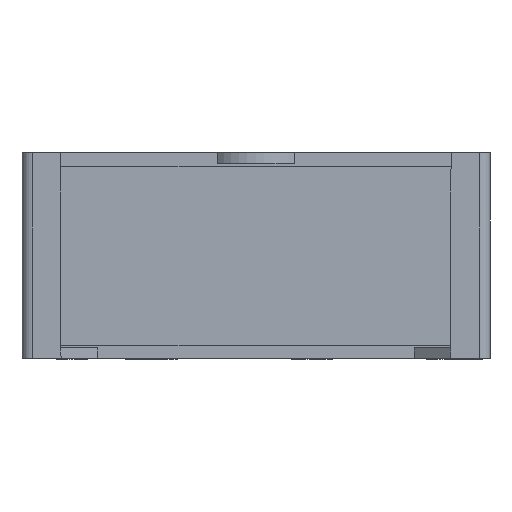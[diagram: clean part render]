
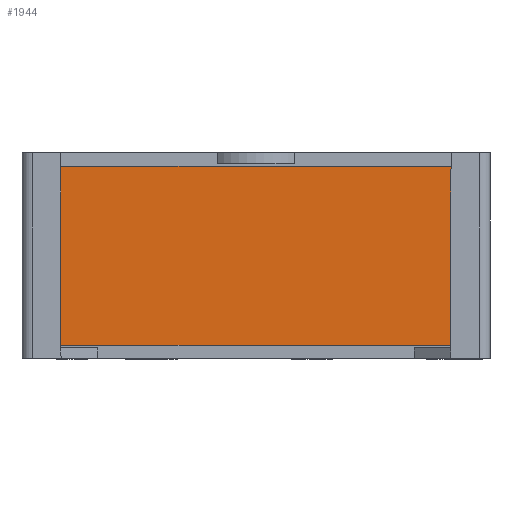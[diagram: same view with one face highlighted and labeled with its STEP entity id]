
A CAD part, top view. The second image highlights one B-rep face of the part: STEP entity #1944.
In plain terms, the highlighted planar face has unit normal (0, 0, 1).
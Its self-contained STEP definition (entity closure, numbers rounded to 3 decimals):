
#330 = AXIS2_PLACEMENT_3D ( 'NONE', #1050, #5671, #1578 ) ;
#333 = VERTEX_POINT ( 'NONE', #2264 ) ;
#350 = CARTESIAN_POINT ( 'NONE',  ( 1.25, -36.4, 37.635 ) ) ;
#403 = DIRECTION ( 'NONE',  ( 0., -1., 0. ) ) ;
#416 = DIRECTION ( 'NONE',  ( 1., 0., 0. ) ) ;
#438 = DIRECTION ( 'NONE',  ( 0., 0., 1. ) ) ;
#448 = CARTESIAN_POINT ( 'NONE',  ( 2.25, -36.4, 37.635 ) ) ;
#512 = ORIENTED_EDGE ( 'NONE', *, *, #6523, .F. ) ;
#591 = ORIENTED_EDGE ( 'NONE', *, *, #2290, .T. ) ;
#636 = ORIENTED_EDGE ( 'NONE', *, *, #6346, .T. ) ;
#668 = CARTESIAN_POINT ( 'NONE',  ( 17.25, -37.4, 37.635 ) ) ;
#676 = ORIENTED_EDGE ( 'NONE', *, *, #3487, .T. ) ;
#715 = EDGE_CURVE ( 'NONE', #5816, #5887, #2095, .T. ) ;
#754 = AXIS2_PLACEMENT_3D ( 'NONE', #995, #438, #403 ) ;
#757 = LINE ( 'NONE', #4832, #2082 ) ;
#790 = CARTESIAN_POINT ( 'NONE',  ( 17.25, 2.6, 37.635 ) ) ;
#820 = CARTESIAN_POINT ( 'NONE',  ( 18.25, 1.6, 37.635 ) ) ;
#995 = CARTESIAN_POINT ( 'NONE',  ( 17.25, -36.4, 37.635 ) ) ;
#1050 = CARTESIAN_POINT ( 'NONE',  ( 2.25, 1.6, 37.635 ) ) ;
#1103 = DIRECTION ( 'NONE',  ( 0., 1., 0. ) ) ;
#1356 = CARTESIAN_POINT ( 'NONE',  ( 2.25, 2.6, 37.635 ) ) ;
#1472 = ORIENTED_EDGE ( 'NONE', *, *, #1667, .T. ) ;
#1504 = CARTESIAN_POINT ( 'NONE',  ( 17.25, -37.4, 37.635 ) ) ;
#1578 = DIRECTION ( 'NONE',  ( 0., 1., 0. ) ) ;
#1667 = EDGE_CURVE ( 'NONE', #4492, #333, #3417, .T. ) ;
#1683 = DIRECTION ( 'NONE',  ( -1., 0., 0. ) ) ;
#1944 = ADVANCED_FACE ( 'NONE', ( #2800 ), #5404, .T. ) ;
#2002 = VERTEX_POINT ( 'NONE', #4471 ) ;
#2067 = CARTESIAN_POINT ( 'NONE',  ( 18.25, -36.4, 37.635 ) ) ;
#2082 = VECTOR ( 'NONE', #4394, 1000. ) ;
#2095 = CIRCLE ( 'NONE', #3058, 1. ) ;
#2164 = ORIENTED_EDGE ( 'NONE', *, *, #5567, .T. ) ;
#2251 = CARTESIAN_POINT ( 'NONE',  ( 2.25, 2.6, 37.635 ) ) ;
#2264 = CARTESIAN_POINT ( 'NONE',  ( 18.25, -36.4, 37.635 ) ) ;
#2290 = EDGE_CURVE ( 'NONE', #333, #5816, #2610, .T. ) ;
#2291 = DIRECTION ( 'NONE',  ( 0., 0., 1. ) ) ;
#2346 = DIRECTION ( 'NONE',  ( 0., 0., 1. ) ) ;
#2610 = LINE ( 'NONE', #2067, #4810 ) ;
#2800 = FACE_OUTER_BOUND ( 'NONE', #3494, .T. ) ;
#2847 = ORIENTED_EDGE ( 'NONE', *, *, #715, .T. ) ;
#3058 = AXIS2_PLACEMENT_3D ( 'NONE', #5362, #2346, #416 ) ;
#3322 = LINE ( 'NONE', #1356, #4558 ) ;
#3417 = CIRCLE ( 'NONE', #754, 1. ) ;
#3487 = EDGE_CURVE ( 'NONE', #6069, #2002, #4288, .T. ) ;
#3494 = EDGE_LOOP ( 'NONE', ( #5457, #1472, #591, #2847, #512, #676, #2164, #636 ) ) ;
#3520 = DIRECTION ( 'NONE',  ( -1., 0., 0. ) ) ;
#3693 = VERTEX_POINT ( 'NONE', #350 ) ;
#3878 = DIRECTION ( 'NONE',  ( 1., 0., 0. ) ) ;
#4043 = VERTEX_POINT ( 'NONE', #6058 ) ;
#4125 = EDGE_CURVE ( 'NONE', #4492, #4043, #5737, .T. ) ;
#4288 = CIRCLE ( 'NONE', #330, 1. ) ;
#4344 = DIRECTION ( 'NONE',  ( 0., 1., 0. ) ) ;
#4394 = DIRECTION ( 'NONE',  ( 0., -1., 0. ) ) ;
#4471 = CARTESIAN_POINT ( 'NONE',  ( 1.25, 1.6, 37.635 ) ) ;
#4492 = VERTEX_POINT ( 'NONE', #1504 ) ;
#4523 = DIRECTION ( 'NONE',  ( 0., 0., 1. ) ) ;
#4558 = VECTOR ( 'NONE', #3878, 1000. ) ;
#4778 = CIRCLE ( 'NONE', #5510, 1. ) ;
#4810 = VECTOR ( 'NONE', #1103, 1000. ) ;
#4832 = CARTESIAN_POINT ( 'NONE',  ( 1.25, 1.6, 37.635 ) ) ;
#4842 = CARTESIAN_POINT ( 'NONE',  ( 9.75, -17.4, 37.635 ) ) ;
#5362 = CARTESIAN_POINT ( 'NONE',  ( 17.25, 1.6, 37.635 ) ) ;
#5404 = PLANE ( 'NONE',  #6070 ) ;
#5457 = ORIENTED_EDGE ( 'NONE', *, *, #4125, .F. ) ;
#5510 = AXIS2_PLACEMENT_3D ( 'NONE', #448, #4523, #3520 ) ;
#5567 = EDGE_CURVE ( 'NONE', #2002, #3693, #757, .T. ) ;
#5671 = DIRECTION ( 'NONE',  ( 0., 0., 1. ) ) ;
#5737 = LINE ( 'NONE', #668, #6608 ) ;
#5816 = VERTEX_POINT ( 'NONE', #820 ) ;
#5887 = VERTEX_POINT ( 'NONE', #790 ) ;
#6058 = CARTESIAN_POINT ( 'NONE',  ( 2.25, -37.4, 37.635 ) ) ;
#6069 = VERTEX_POINT ( 'NONE', #2251 ) ;
#6070 = AXIS2_PLACEMENT_3D ( 'NONE', #4842, #2291, #4344 ) ;
#6346 = EDGE_CURVE ( 'NONE', #3693, #4043, #4778, .T. ) ;
#6523 = EDGE_CURVE ( 'NONE', #6069, #5887, #3322, .T. ) ;
#6608 = VECTOR ( 'NONE', #1683, 1000. ) ;
